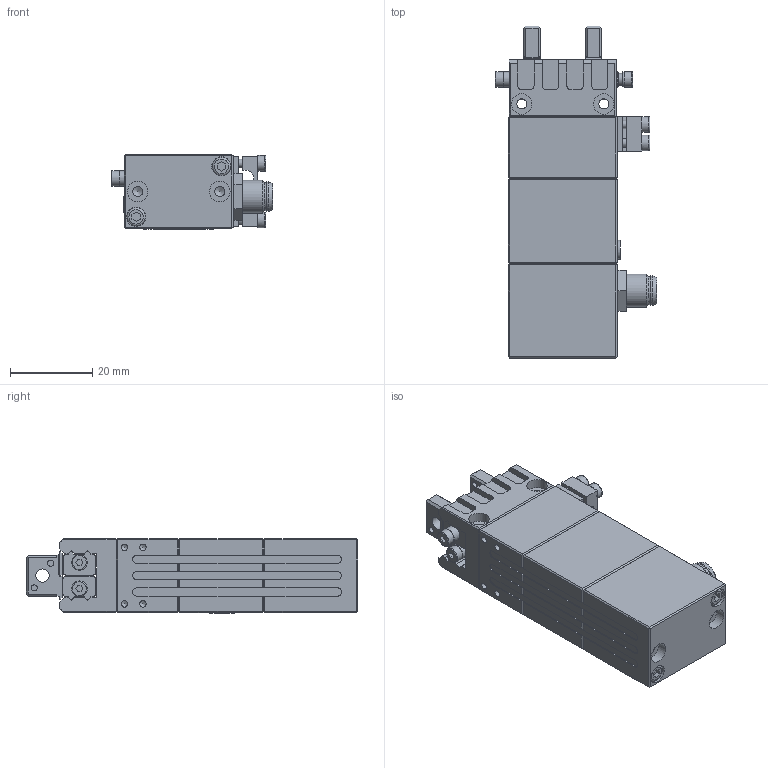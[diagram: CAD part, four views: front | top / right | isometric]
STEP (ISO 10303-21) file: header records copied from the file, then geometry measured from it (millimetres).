
FILE_DESCRIPTION( ( 'STEP AP214' ), '1' );
FILE_NAME( 'SCHUNK-0310900 EGP 25-N-N-B, 00ohne.stp', '2020-05-11T08:24:33', ( 'License CC BY-ND 4.0' ), ( 'CADENAS' ), ' ', 'PARTsolutions', ' ' );
FILE_SCHEMA( ( 'AUTOMOTIVE_DESIGN { 1 0 10303 214 1 1 1 1 }' ) );
Length unit declared in the file: millimetre
Products named in the file (9): SCHUNK-0310900 EGP 25-N-N-B, 00ohne; _SCHUNK-5521724 Gehaeuse EGP 25; _SCHUNK-SNT016581 Stecker EGP; _SCHUNK-9954999 Halter fuer IN 40; _SCHUNK-5521722 Finger EGP 25; _SCHUNK-9962711 Bracket MPG 25; _SCHUNK-9965219-Scheibe D3_8; _SCHUNK-5509504 Huelse MPG 25; _SCHUNK-9954530 Typenschild 6x17x0.3
Assembly tree (15 placements, depth 2):
  SCHUNK-0310900 EGP 25-N-N-B, 00ohne
    _SCHUNK-5521724 Gehaeuse EGP 25
    _SCHUNK-SNT016581 Stecker EGP
    _SCHUNK-9954999 Halter fuer IN 40  x2
    _SCHUNK-5521722 Finger EGP 25  x2
    _SCHUNK-9962711 Bracket MPG 25  x4
    _SCHUNK-9965219-Scheibe D3_8  x3
    _SCHUNK-5509504 Huelse MPG 25
    _SCHUNK-9954530 Typenschild 6x17x0.3
Bounding box: 39.45 x 80.9 x 18.2 mm (x, y, z)
Volume: 34166.2 mm3; surface area: 13945 mm2
Topology: 15 solids, 15 shells, 794 faces, 2046 edges, 1332 vertices
Faces by surface type: plane 573, cylinder 176, cone 31, torus 10, sphere 4
Full cylindrical faces by diameter (mm): 0.792 x1, 1 x4, 1.5 x4, 1.567 x12, 2 x5, 2.1 x4, 2.2 x8, 2.3 x2, 2.459 x6, 2.9 x1, 3.242 x2, 3.7 x2, 3.8 x11, 4.5 x2, 4.6 x1, 4.7 x2, 5 x4, 5.8 x1, 6.4 x1, 6.8 x1, 7.2 x1, 8 x1
Entity records: 22630 total; most frequent: CARTESIAN_POINT 3065, DIRECTION 2956, ORIENTED_EDGE 2888, EDGE_CURVE 1444, LINE 1174, VECTOR 1174, VERTEX_POINT 1000, AXIS2_PLACEMENT_3D 891
